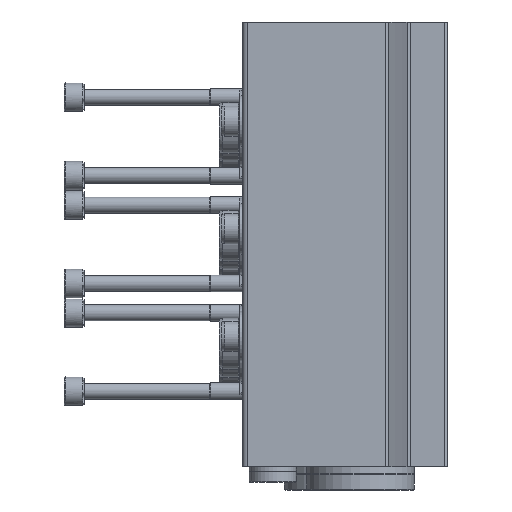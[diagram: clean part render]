
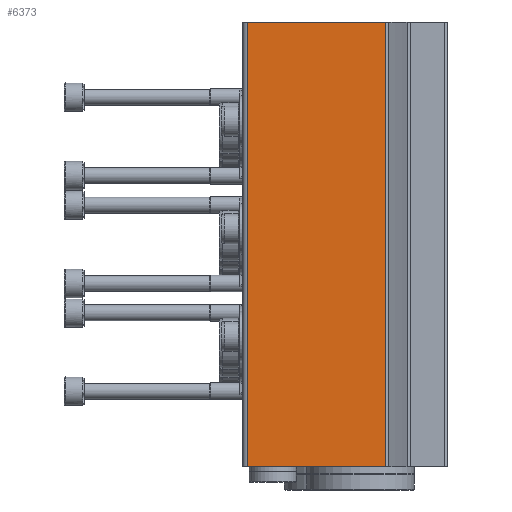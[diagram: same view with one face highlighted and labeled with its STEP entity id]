
A CAD part, left-side view. The second image highlights one B-rep face of the part: STEP entity #6373.
In plain terms, the highlighted planar face has unit normal (-1, 0, 0).
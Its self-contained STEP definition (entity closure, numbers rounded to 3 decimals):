
#195=PLANE('',#6873);
#827=ORIENTED_EDGE('',*,*,#2529,.F.);
#828=ORIENTED_EDGE('',*,*,#2528,.F.);
#829=ORIENTED_EDGE('',*,*,#2530,.T.);
#830=ORIENTED_EDGE('',*,*,#2531,.T.);
#2528=EDGE_CURVE('',#3379,#3377,#3989,.T.);
#2529=EDGE_CURVE('',#3377,#3380,#3990,.T.);
#2530=EDGE_CURVE('',#3379,#3381,#3991,.T.);
#2531=EDGE_CURVE('',#3381,#3380,#3992,.T.);
#3377=VERTEX_POINT('',#9953);
#3379=VERTEX_POINT('',#9957);
#3380=VERTEX_POINT('',#9961);
#3381=VERTEX_POINT('',#9963);
#3989=LINE('',#9958,#4461);
#3990=LINE('',#9960,#4462);
#3991=LINE('',#9962,#4463);
#3992=LINE('',#9964,#4464);
#4461=VECTOR('',#7685,1000.);
#4462=VECTOR('',#7688,1000.);
#4463=VECTOR('',#7689,1000.);
#4464=VECTOR('',#7690,1000.);
#4946=EDGE_LOOP('',(#827,#828,#829,#830));
#5598=FACE_BOUND('',#4946,.T.);
#6373=ADVANCED_FACE('',(#5598),#195,.T.);
#6873=AXIS2_PLACEMENT_3D('',#9959,#7686,#7687);
#7685=DIRECTION('',(0.,0.,1.));
#7686=DIRECTION('',(-1.,0.,0.));
#7687=DIRECTION('',(0.,0.,1.));
#7688=DIRECTION('',(0.,-1.,0.));
#7689=DIRECTION('',(0.,-1.,0.));
#7690=DIRECTION('',(0.,0.,1.));
#9953=CARTESIAN_POINT('',(-72.,59.5,0.));
#9957=CARTESIAN_POINT('',(-72.,59.5,-132.));
#9958=CARTESIAN_POINT('',(-72.,59.5,-132.));
#9959=CARTESIAN_POINT('',(-72.,59.5,-132.));
#9960=CARTESIAN_POINT('',(-72.,59.5,0.));
#9961=CARTESIAN_POINT('',(-72.,18.514,0.));
#9962=CARTESIAN_POINT('',(-72.,59.5,-132.));
#9963=CARTESIAN_POINT('',(-72.,18.514,-132.));
#9964=CARTESIAN_POINT('',(-72.,18.514,-132.));
